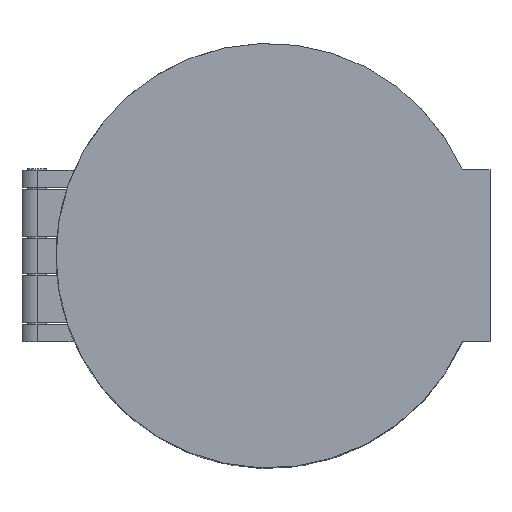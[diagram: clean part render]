
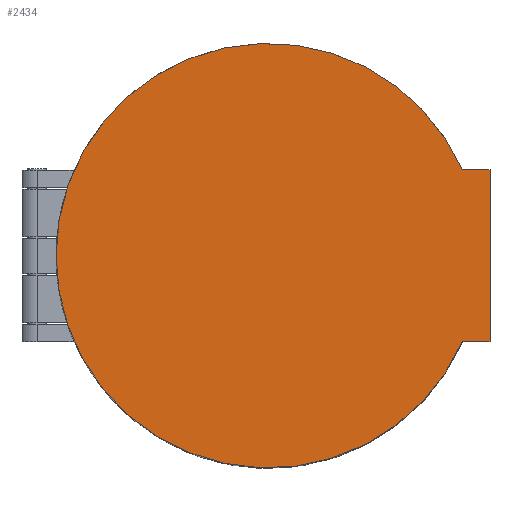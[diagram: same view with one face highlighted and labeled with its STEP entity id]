
A CAD part, top view. The second image highlights one B-rep face of the part: STEP entity #2434.
In plain terms, the highlighted planar face has unit normal (0, 0, 1).
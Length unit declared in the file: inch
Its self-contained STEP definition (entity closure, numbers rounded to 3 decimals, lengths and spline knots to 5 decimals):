
#216=FACE_OUTER_BOUND('',#380,.T.);
#380=EDGE_LOOP('',(#1876,#1877,#1878,#1879));
#548=LINE('',#3837,#751);
#554=LINE('',#3850,#757);
#556=LINE('',#3855,#759);
#751=VECTOR('',#3105,0.3937);
#757=VECTOR('',#3119,0.3937);
#759=VECTOR('',#3127,0.3937);
#920=CIRCLE('',#2628,1.12205);
#1065=VERTEX_POINT('',#3800);
#1066=VERTEX_POINT('',#3802);
#1075=VERTEX_POINT('',#3834);
#1076=VERTEX_POINT('',#3836);
#1334=EDGE_CURVE('',#1066,#1065,#920,.T.);
#1349=EDGE_CURVE('',#1075,#1076,#548,.T.);
#1357=EDGE_CURVE('',#1066,#1075,#554,.T.);
#1360=EDGE_CURVE('',#1065,#1076,#556,.T.);
#1876=ORIENTED_EDGE('',*,*,#1334,.T.);
#1877=ORIENTED_EDGE('',*,*,#1360,.T.);
#1878=ORIENTED_EDGE('',*,*,#1349,.F.);
#1879=ORIENTED_EDGE('',*,*,#1357,.F.);
#2332=PLANE('',#2659);
#2434=ADVANCED_FACE('',(#216),#2332,.T.);
#2628=AXIS2_PLACEMENT_3D('',#3803,#3067,#3068);
#2659=AXIS2_PLACEMENT_3D('',#3873,#3150,#3151);
#3067=DIRECTION('center_axis',(0.,0.,1.));
#3068=DIRECTION('ref_axis',(-1.,0.,0.));
#3105=DIRECTION('',(0.,-1.,0.));
#3119=DIRECTION('',(1.,0.,0.));
#3127=DIRECTION('',(1.,0.,0.));
#3150=DIRECTION('center_axis',(0.,0.,1.));
#3151=DIRECTION('ref_axis',(-1.,0.,0.));
#3800=CARTESIAN_POINT('',(1.02652,-0.45304,1.59843));
#3802=CARTESIAN_POINT('',(1.02652,0.45304,1.59843));
#3803=CARTESIAN_POINT('Origin',(0.,0.,1.59843));
#3834=CARTESIAN_POINT('',(1.17205,0.45304,1.59843));
#3836=CARTESIAN_POINT('',(1.17205,-0.45304,1.59843));
#3837=CARTESIAN_POINT('',(1.17205,0.45304,1.59843));
#3850=CARTESIAN_POINT('',(1.12205,0.45304,1.59843));
#3855=CARTESIAN_POINT('',(1.12205,-0.45304,1.59843));
#3873=CARTESIAN_POINT('Origin',(0.,0.,1.59843));
